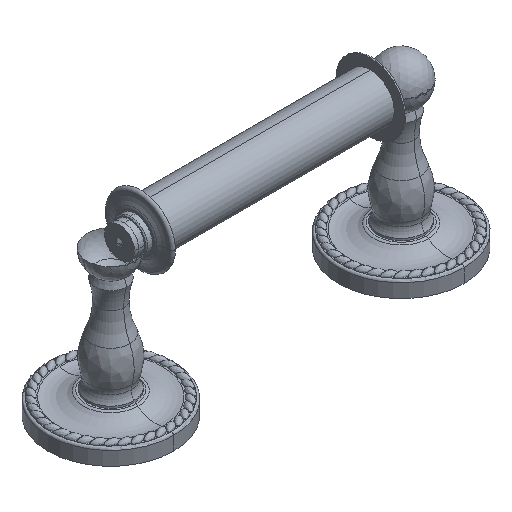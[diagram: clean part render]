
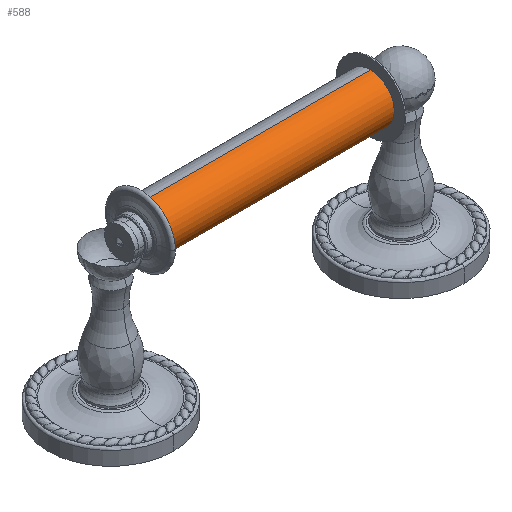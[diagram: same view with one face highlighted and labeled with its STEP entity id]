
A CAD part, isometric view. The second image highlights one B-rep face of the part: STEP entity #588.
In plain terms, the highlighted cylindrical face has radius 12.497 mm (diameter 24.994 mm), a partial arc.
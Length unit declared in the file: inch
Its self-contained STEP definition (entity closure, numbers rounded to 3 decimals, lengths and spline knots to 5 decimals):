
#57=CARTESIAN_POINT('',(5.35954,-3.02,-0.00001));
#58=DIRECTION('',(1.,0.,0.));
#59=DIRECTION('',(0.,1.,0.));
#60=AXIS2_PLACEMENT_3D('',#57,#58,#59);
#67=DIRECTION('',(-1.,0.,0.));
#68=VECTOR('',#67,4.724);
#69=CARTESIAN_POINT('',(5.35954,-2.528,-0.00001));
#70=LINE('',#69,#68);
#71=DIRECTION('',(1.,0.,0.));
#72=VECTOR('',#71,4.724);
#73=CARTESIAN_POINT('',(0.63554,-3.512,
-0.00001));
#74=LINE('',#73,#72);
#95=CARTESIAN_POINT('',(0.63554,-3.02,
-0.00001));
#96=DIRECTION('',(-1.,0.,0.));
#97=DIRECTION('',(0.,-1.,0.));
#98=AXIS2_PLACEMENT_3D('',#95,#96,#97);
#403=CARTESIAN_POINT('',(5.35954,-2.528,
-0.00001));
#404=CARTESIAN_POINT('',(5.35954,-3.512,
-0.00001));
#405=VERTEX_POINT('',#403);
#406=VERTEX_POINT('',#404);
#407=CARTESIAN_POINT('',(0.63554,-2.528,
-0.00001));
#408=VERTEX_POINT('',#407);
#409=CARTESIAN_POINT('',(0.63554,-3.512,
-0.00001));
#410=VERTEX_POINT('',#409);
#574=CARTESIAN_POINT('',(0.54106,-3.02,
-0.00001));
#575=DIRECTION('',(1.,0.,0.));
#576=DIRECTION('',(0.,1.,0.));
#577=AXIS2_PLACEMENT_3D('',#574,#575,#576);
#578=CYLINDRICAL_SURFACE('',#577,0.492);
#580=ORIENTED_EDGE('',*,*,#579,.F.);
#581=ORIENTED_EDGE('',*,*,#567,.T.);
#583=ORIENTED_EDGE('',*,*,#582,.F.);
#585=ORIENTED_EDGE('',*,*,#584,.T.);
#586=EDGE_LOOP('',(#580,#581,#583,#585));
#587=FACE_OUTER_BOUND('',#586,.F.);
#588=ADVANCED_FACE('',(#587),#578,.T.);
#61=CIRCLE('',#60,0.492);
#99=CIRCLE('',#98,0.492);
#567=EDGE_CURVE('',#405,#406,#61,.T.);
#579=EDGE_CURVE('',#405,#408,#70,.T.);
#582=EDGE_CURVE('',#410,#406,#74,.T.);
#584=EDGE_CURVE('',#410,#408,#99,.T.);
